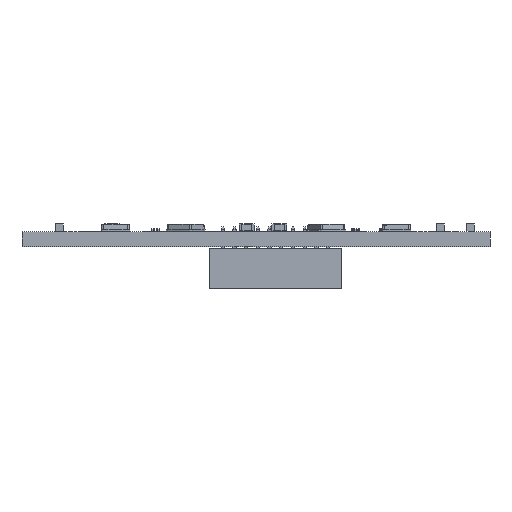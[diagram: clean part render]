
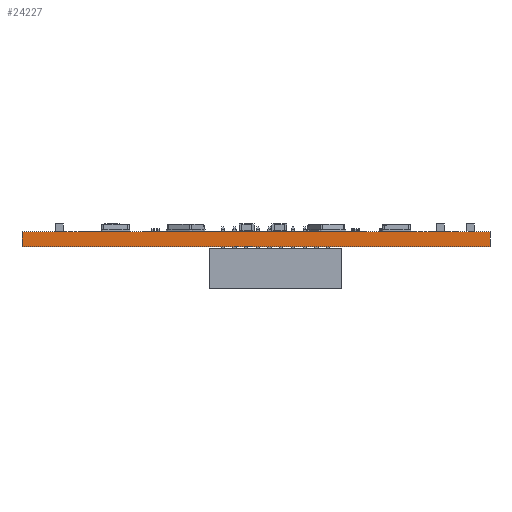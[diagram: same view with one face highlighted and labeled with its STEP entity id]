
A CAD part, left-side view. The second image highlights one B-rep face of the part: STEP entity #24227.
In plain terms, the highlighted planar face has unit normal (-1, 0, 0).
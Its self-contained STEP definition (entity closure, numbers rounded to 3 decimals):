
#24227 = ADVANCED_FACE('',(#24228),#24242,.F.);
#24228 = FACE_BOUND('',#24229,.F.);
#24229 = EDGE_LOOP('',(#24230,#24265,#24293,#24321));
#24230 = ORIENTED_EDGE('',*,*,#24231,.T.);
#24231 = EDGE_CURVE('',#24232,#24234,#24236,.T.);
#24232 = VERTEX_POINT('',#24233);
#24233 = CARTESIAN_POINT('',(75.,-75.,0.));
#24234 = VERTEX_POINT('',#24235);
#24235 = CARTESIAN_POINT('',(75.,-75.,1.6));
#24236 = SURFACE_CURVE('',#24237,(#24241,#24253),.PCURVE_S1.);
#24237 = LINE('',#24238,#24239);
#24238 = CARTESIAN_POINT('',(75.,-75.,0.));
#24239 = VECTOR('',#24240,1.);
#24240 = DIRECTION('',(0.,0.,1.));
#24241 = PCURVE('',#24242,#24247);
#24242 = PLANE('',#24243);
#24243 = AXIS2_PLACEMENT_3D('',#24244,#24245,#24246);
#24244 = CARTESIAN_POINT('',(75.,-75.,0.));
#24245 = DIRECTION('',(1.,0.,0.));
#24246 = DIRECTION('',(0.,-1.,0.));
#24247 = DEFINITIONAL_REPRESENTATION('',(#24248),#24252);
#24248 = LINE('',#24249,#24250);
#24249 = CARTESIAN_POINT('',(0.,0.));
#24250 = VECTOR('',#24251,1.);
#24251 = DIRECTION('',(0.,-1.));
#24252 = ( GEOMETRIC_REPRESENTATION_CONTEXT(2) 
PARAMETRIC_REPRESENTATION_CONTEXT() REPRESENTATION_CONTEXT('2D SPACE',''
  ) );
#24253 = PCURVE('',#24254,#24259);
#24254 = PLANE('',#24255);
#24255 = AXIS2_PLACEMENT_3D('',#24256,#24257,#24258);
#24256 = CARTESIAN_POINT('',(125.,-75.,0.));
#24257 = DIRECTION('',(0.,-1.,0.));
#24258 = DIRECTION('',(-1.,0.,0.));
#24259 = DEFINITIONAL_REPRESENTATION('',(#24260),#24264);
#24260 = LINE('',#24261,#24262);
#24261 = CARTESIAN_POINT('',(50.,0.));
#24262 = VECTOR('',#24263,1.);
#24263 = DIRECTION('',(0.,-1.));
#24264 = ( GEOMETRIC_REPRESENTATION_CONTEXT(2) 
PARAMETRIC_REPRESENTATION_CONTEXT() REPRESENTATION_CONTEXT('2D SPACE',''
  ) );
#24265 = ORIENTED_EDGE('',*,*,#24266,.T.);
#24266 = EDGE_CURVE('',#24234,#24267,#24269,.T.);
#24267 = VERTEX_POINT('',#24268);
#24268 = CARTESIAN_POINT('',(75.,-125.,1.6));
#24269 = SURFACE_CURVE('',#24270,(#24274,#24281),.PCURVE_S1.);
#24270 = LINE('',#24271,#24272);
#24271 = CARTESIAN_POINT('',(75.,-75.,1.6));
#24272 = VECTOR('',#24273,1.);
#24273 = DIRECTION('',(0.,-1.,0.));
#24274 = PCURVE('',#24242,#24275);
#24275 = DEFINITIONAL_REPRESENTATION('',(#24276),#24280);
#24276 = LINE('',#24277,#24278);
#24277 = CARTESIAN_POINT('',(0.,-1.6));
#24278 = VECTOR('',#24279,1.);
#24279 = DIRECTION('',(1.,0.));
#24280 = ( GEOMETRIC_REPRESENTATION_CONTEXT(2) 
PARAMETRIC_REPRESENTATION_CONTEXT() REPRESENTATION_CONTEXT('2D SPACE',''
  ) );
#24281 = PCURVE('',#24282,#24287);
#24282 = PLANE('',#24283);
#24283 = AXIS2_PLACEMENT_3D('',#24284,#24285,#24286);
#24284 = CARTESIAN_POINT('',(100.,-100.,1.6));
#24285 = DIRECTION('',(0.,0.,1.));
#24286 = DIRECTION('',(1.,0.,0.));
#24287 = DEFINITIONAL_REPRESENTATION('',(#24288),#24292);
#24288 = LINE('',#24289,#24290);
#24289 = CARTESIAN_POINT('',(-25.,25.));
#24290 = VECTOR('',#24291,1.);
#24291 = DIRECTION('',(0.,-1.));
#24292 = ( GEOMETRIC_REPRESENTATION_CONTEXT(2) 
PARAMETRIC_REPRESENTATION_CONTEXT() REPRESENTATION_CONTEXT('2D SPACE',''
  ) );
#24293 = ORIENTED_EDGE('',*,*,#24294,.F.);
#24294 = EDGE_CURVE('',#24295,#24267,#24297,.T.);
#24295 = VERTEX_POINT('',#24296);
#24296 = CARTESIAN_POINT('',(75.,-125.,0.));
#24297 = SURFACE_CURVE('',#24298,(#24302,#24309),.PCURVE_S1.);
#24298 = LINE('',#24299,#24300);
#24299 = CARTESIAN_POINT('',(75.,-125.,0.));
#24300 = VECTOR('',#24301,1.);
#24301 = DIRECTION('',(0.,0.,1.));
#24302 = PCURVE('',#24242,#24303);
#24303 = DEFINITIONAL_REPRESENTATION('',(#24304),#24308);
#24304 = LINE('',#24305,#24306);
#24305 = CARTESIAN_POINT('',(50.,0.));
#24306 = VECTOR('',#24307,1.);
#24307 = DIRECTION('',(0.,-1.));
#24308 = ( GEOMETRIC_REPRESENTATION_CONTEXT(2) 
PARAMETRIC_REPRESENTATION_CONTEXT() REPRESENTATION_CONTEXT('2D SPACE',''
  ) );
#24309 = PCURVE('',#24310,#24315);
#24310 = PLANE('',#24311);
#24311 = AXIS2_PLACEMENT_3D('',#24312,#24313,#24314);
#24312 = CARTESIAN_POINT('',(75.,-125.,0.));
#24313 = DIRECTION('',(0.,1.,0.));
#24314 = DIRECTION('',(1.,0.,0.));
#24315 = DEFINITIONAL_REPRESENTATION('',(#24316),#24320);
#24316 = LINE('',#24317,#24318);
#24317 = CARTESIAN_POINT('',(0.,0.));
#24318 = VECTOR('',#24319,1.);
#24319 = DIRECTION('',(0.,-1.));
#24320 = ( GEOMETRIC_REPRESENTATION_CONTEXT(2) 
PARAMETRIC_REPRESENTATION_CONTEXT() REPRESENTATION_CONTEXT('2D SPACE',''
  ) );
#24321 = ORIENTED_EDGE('',*,*,#24322,.F.);
#24322 = EDGE_CURVE('',#24232,#24295,#24323,.T.);
#24323 = SURFACE_CURVE('',#24324,(#24328,#24335),.PCURVE_S1.);
#24324 = LINE('',#24325,#24326);
#24325 = CARTESIAN_POINT('',(75.,-75.,0.));
#24326 = VECTOR('',#24327,1.);
#24327 = DIRECTION('',(0.,-1.,0.));
#24328 = PCURVE('',#24242,#24329);
#24329 = DEFINITIONAL_REPRESENTATION('',(#24330),#24334);
#24330 = LINE('',#24331,#24332);
#24331 = CARTESIAN_POINT('',(0.,0.));
#24332 = VECTOR('',#24333,1.);
#24333 = DIRECTION('',(1.,0.));
#24334 = ( GEOMETRIC_REPRESENTATION_CONTEXT(2) 
PARAMETRIC_REPRESENTATION_CONTEXT() REPRESENTATION_CONTEXT('2D SPACE',''
  ) );
#24335 = PCURVE('',#24336,#24341);
#24336 = PLANE('',#24337);
#24337 = AXIS2_PLACEMENT_3D('',#24338,#24339,#24340);
#24338 = CARTESIAN_POINT('',(100.,-100.,0.));
#24339 = DIRECTION('',(0.,0.,1.));
#24340 = DIRECTION('',(1.,0.,0.));
#24341 = DEFINITIONAL_REPRESENTATION('',(#24342),#24346);
#24342 = LINE('',#24343,#24344);
#24343 = CARTESIAN_POINT('',(-25.,25.));
#24344 = VECTOR('',#24345,1.);
#24345 = DIRECTION('',(0.,-1.));
#24346 = ( GEOMETRIC_REPRESENTATION_CONTEXT(2) 
PARAMETRIC_REPRESENTATION_CONTEXT() REPRESENTATION_CONTEXT('2D SPACE',''
  ) );
